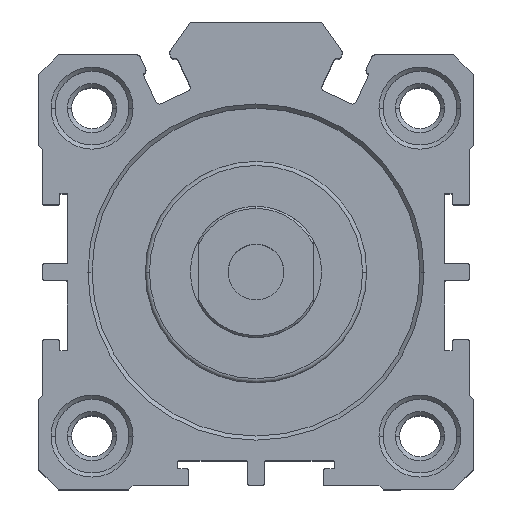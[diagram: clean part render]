
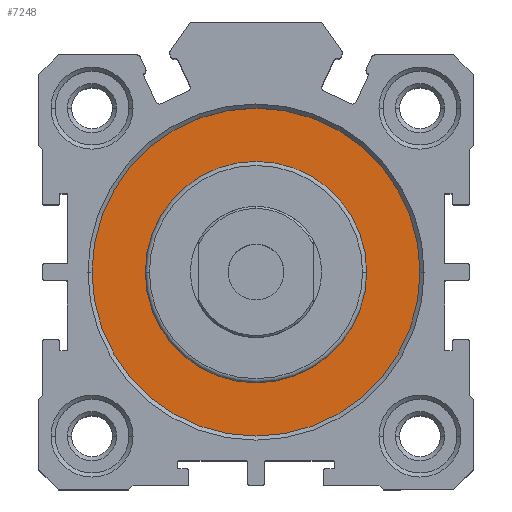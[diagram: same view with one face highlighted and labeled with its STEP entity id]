
A CAD part, top view. The second image highlights one B-rep face of the part: STEP entity #7248.
In plain terms, the highlighted planar face has unit normal (0, 0, 1).
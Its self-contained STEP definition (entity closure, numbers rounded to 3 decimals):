
#18 = CARTESIAN_POINT ( 'NONE',  ( 0., 0., 18.7 ) ) ;
#84 = CARTESIAN_POINT ( 'NONE',  ( 20., 0., 18.7 ) ) ;
#153 = VERTEX_POINT ( 'NONE', #1547 ) ;
#638 = DIRECTION ( 'NONE',  ( 1., 0., 0. ) ) ;
#1013 = PLANE ( 'NONE',  #3331 ) ;
#1093 = EDGE_LOOP ( 'NONE', ( #6793, #4387 ) ) ;
#1209 = EDGE_LOOP ( 'NONE', ( #7269, #1902 ) ) ;
#1476 = VERTEX_POINT ( 'NONE', #4004 ) ;
#1547 = CARTESIAN_POINT ( 'NONE',  ( -20., 0., 18.7 ) ) ;
#1653 = CARTESIAN_POINT ( 'NONE',  ( 0., 0., 18.7 ) ) ;
#1688 = AXIS2_PLACEMENT_3D ( 'NONE', #2675, #6999, #3294 ) ;
#1902 = ORIENTED_EDGE ( 'NONE', *, *, #7840, .T. ) ;
#1909 = EDGE_CURVE ( 'NONE', #4215, #1476, #4664, .T. ) ;
#2267 = DIRECTION ( 'NONE',  ( 0., 0., 1. ) ) ;
#2274 = VERTEX_POINT ( 'NONE', #84 ) ;
#2289 = DIRECTION ( 'NONE',  ( 0., 0., 1. ) ) ;
#2503 = CARTESIAN_POINT ( 'NONE',  ( 13.5, 0., 18.7 ) ) ;
#2675 = CARTESIAN_POINT ( 'NONE',  ( 0., 0., 18.7 ) ) ;
#3294 = DIRECTION ( 'NONE',  ( 1., 0., 0. ) ) ;
#3331 = AXIS2_PLACEMENT_3D ( 'NONE', #1653, #2267, #6580 ) ;
#3716 = DIRECTION ( 'NONE',  ( 0., 0., 1. ) ) ;
#4004 = CARTESIAN_POINT ( 'NONE',  ( -13.5, 0., 18.7 ) ) ;
#4165 = CIRCLE ( 'NONE', #7171, 20. ) ;
#4215 = VERTEX_POINT ( 'NONE', #2503 ) ;
#4357 = DIRECTION ( 'NONE',  ( 0., 0., 1. ) ) ;
#4387 = ORIENTED_EDGE ( 'NONE', *, *, #1909, .F. ) ;
#4497 = CIRCLE ( 'NONE', #7310, 20. ) ;
#4664 = CIRCLE ( 'NONE', #1688, 13.5 ) ;
#5529 = FACE_BOUND ( 'NONE', #1093, .T. ) ;
#5573 = EDGE_CURVE ( 'NONE', #2274, #153, #4497, .T. ) ;
#5888 = CIRCLE ( 'NONE', #6596, 13.5 ) ;
#5982 = CARTESIAN_POINT ( 'NONE',  ( 0., 0., 18.7 ) ) ;
#6580 = DIRECTION ( 'NONE',  ( 1., 0., 0. ) ) ;
#6596 = AXIS2_PLACEMENT_3D ( 'NONE', #7407, #3716, #8020 ) ;
#6601 = DIRECTION ( 'NONE',  ( 1., 0., 0. ) ) ;
#6793 = ORIENTED_EDGE ( 'NONE', *, *, #8013, .F. ) ;
#6999 = DIRECTION ( 'NONE',  ( 0., 0., 1. ) ) ;
#7171 = AXIS2_PLACEMENT_3D ( 'NONE', #5982, #2289, #6601 ) ;
#7182 = FACE_OUTER_BOUND ( 'NONE', #1209, .T. ) ;
#7248 = ADVANCED_FACE ( 'NONE', ( #5529, #7182 ), #1013, .T. ) ;
#7269 = ORIENTED_EDGE ( 'NONE', *, *, #5573, .T. ) ;
#7310 = AXIS2_PLACEMENT_3D ( 'NONE', #18, #4357, #638 ) ;
#7407 = CARTESIAN_POINT ( 'NONE',  ( 0., 0., 18.7 ) ) ;
#7840 = EDGE_CURVE ( 'NONE', #153, #2274, #4165, .T. ) ;
#8013 = EDGE_CURVE ( 'NONE', #1476, #4215, #5888, .T. ) ;
#8020 = DIRECTION ( 'NONE',  ( 1., 0., 0. ) ) ;
